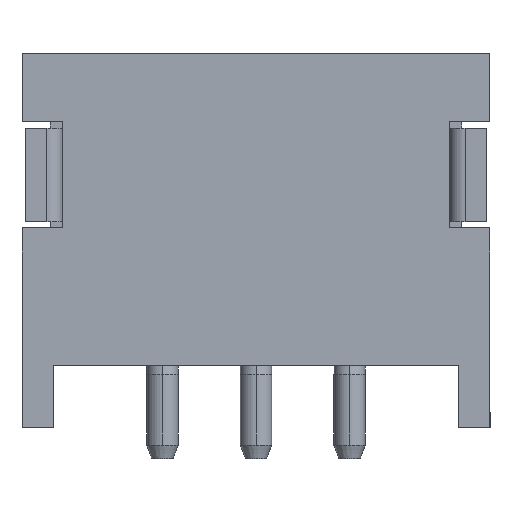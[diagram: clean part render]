
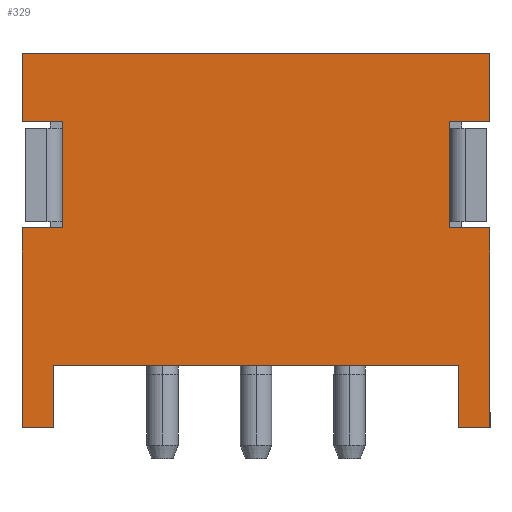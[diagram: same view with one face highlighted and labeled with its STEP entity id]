
A CAD part, front view. The second image highlights one B-rep face of the part: STEP entity #329.
In plain terms, the highlighted planar face has unit normal (0, -1, 0).
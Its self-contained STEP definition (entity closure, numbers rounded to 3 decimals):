
#15 = VERTEX_POINT ( 'NONE', #301 ) ;
#54 = ORIENTED_EDGE ( 'NONE', *, *, #2569, .T. ) ;
#60 = DIRECTION ( 'NONE',  ( 0., 0., 1. ) ) ;
#68 = EDGE_CURVE ( 'NONE', #3367, #692, #3829, .T. ) ;
#74 = CARTESIAN_POINT ( 'NONE',  ( -3., 0., 3.2 ) ) ;
#179 = DIRECTION ( 'NONE',  ( 0., 0., 1. ) ) ;
#193 = DIRECTION ( 'NONE',  ( 0., 0., 1. ) ) ;
#197 = VERTEX_POINT ( 'NONE', #2857 ) ;
#212 = CARTESIAN_POINT ( 'NONE',  ( 3., 0., 0. ) ) ;
#234 = AXIS2_PLACEMENT_3D ( 'NONE', #212, #2004, #193 ) ;
#252 = LINE ( 'NONE', #2048, #2882 ) ;
#268 = DIRECTION ( 'NONE',  ( 1., 0., 0. ) ) ;
#270 = LINE ( 'NONE', #1445, #3668 ) ;
#274 = CARTESIAN_POINT ( 'NONE',  ( 4., 0., 0. ) ) ;
#286 = DIRECTION ( 'NONE',  ( -1., 0., 0. ) ) ;
#301 = CARTESIAN_POINT ( 'NONE',  ( 4.5, 0., 6. ) ) ;
#305 = LINE ( 'NONE', #1764, #2340 ) ;
#308 = CARTESIAN_POINT ( 'NONE',  ( 3.85, 0., 3.2 ) ) ;
#329 = ADVANCED_FACE ( 'NONE', ( #1369 ), #2026, .F. ) ;
#429 = ORIENTED_EDGE ( 'NONE', *, *, #2839, .F. ) ;
#446 = VERTEX_POINT ( 'NONE', #1389 ) ;
#470 = LINE ( 'NONE', #2241, #1713 ) ;
#517 = VECTOR ( 'NONE', #2309, 1000. ) ;
#539 = VERTEX_POINT ( 'NONE', #308 ) ;
#548 = EDGE_CURVE ( 'NONE', #989, #3322, #270, .T. ) ;
#581 = DIRECTION ( 'NONE',  ( 0., 0., 1. ) ) ;
#648 = ORIENTED_EDGE ( 'NONE', *, *, #1607, .F. ) ;
#692 = VERTEX_POINT ( 'NONE', #74 ) ;
#708 = LINE ( 'NONE', #3697, #2107 ) ;
#716 = ORIENTED_EDGE ( 'NONE', *, *, #3546, .F. ) ;
#729 = VECTOR ( 'NONE', #1439, 1000. ) ;
#734 = VECTOR ( 'NONE', #581, 1000. ) ;
#750 = VERTEX_POINT ( 'NONE', #274 ) ;
#797 = EDGE_CURVE ( 'NONE', #3083, #197, #3040, .T. ) ;
#804 = VECTOR ( 'NONE', #2860, 1000. ) ;
#977 = CARTESIAN_POINT ( 'NONE',  ( -3., 0., 4.9 ) ) ;
#980 = EDGE_CURVE ( 'NONE', #2151, #2326, #1192, .T. ) ;
#989 = VERTEX_POINT ( 'NONE', #3551 ) ;
#997 = VECTOR ( 'NONE', #3271, 1000. ) ;
#1068 = CARTESIAN_POINT ( 'NONE',  ( 4.5, 0., 4.9 ) ) ;
#1116 = CARTESIAN_POINT ( 'NONE',  ( -3., 0., 0. ) ) ;
#1176 = CARTESIAN_POINT ( 'NONE',  ( 9., 0., 0. ) ) ;
#1192 = LINE ( 'NONE', #2062, #729 ) ;
#1210 = DIRECTION ( 'NONE',  ( -1., 0., 0. ) ) ;
#1359 = ORIENTED_EDGE ( 'NONE', *, *, #1632, .T. ) ;
#1369 = FACE_OUTER_BOUND ( 'NONE', #2301, .T. ) ;
#1389 = CARTESIAN_POINT ( 'NONE',  ( -2.5, 0., 1. ) ) ;
#1429 = CARTESIAN_POINT ( 'NONE',  ( -2.5, 0., 0. ) ) ;
#1439 = DIRECTION ( 'NONE',  ( 1., 0., 0. ) ) ;
#1445 = CARTESIAN_POINT ( 'NONE',  ( 4.5, 0., 0. ) ) ;
#1505 = CARTESIAN_POINT ( 'NONE',  ( -7.5, 0., 0. ) ) ;
#1607 = EDGE_CURVE ( 'NONE', #2129, #15, #252, .T. ) ;
#1632 = EDGE_CURVE ( 'NONE', #3367, #3869, #2020, .T. ) ;
#1638 = LINE ( 'NONE', #2848, #3370 ) ;
#1647 = CARTESIAN_POINT ( 'NONE',  ( -3., 0., 6. ) ) ;
#1675 = CARTESIAN_POINT ( 'NONE',  ( -3., 0., 4.9 ) ) ;
#1713 = VECTOR ( 'NONE', #3744, 1000. ) ;
#1733 = ORIENTED_EDGE ( 'NONE', *, *, #2957, .T. ) ;
#1759 = VECTOR ( 'NONE', #60, 1000. ) ;
#1764 = CARTESIAN_POINT ( 'NONE',  ( 3., 0., 1. ) ) ;
#1814 = CARTESIAN_POINT ( 'NONE',  ( -2.35, 0., 0. ) ) ;
#1853 = ORIENTED_EDGE ( 'NONE', *, *, #980, .T. ) ;
#1876 = DIRECTION ( 'NONE',  ( 0., 0., -1. ) ) ;
#1927 = CARTESIAN_POINT ( 'NONE',  ( 4., 0., 1. ) ) ;
#2004 = DIRECTION ( 'NONE',  ( 0., 1., 0. ) ) ;
#2009 = CARTESIAN_POINT ( 'NONE',  ( 3.85, 0., 4.9 ) ) ;
#2020 = LINE ( 'NONE', #1176, #997 ) ;
#2026 = PLANE ( 'NONE',  #234 ) ;
#2048 = CARTESIAN_POINT ( 'NONE',  ( 3., 0., 6. ) ) ;
#2062 = CARTESIAN_POINT ( 'NONE',  ( 4.5, 0., 4.9 ) ) ;
#2075 = ORIENTED_EDGE ( 'NONE', *, *, #2492, .T. ) ;
#2107 = VECTOR ( 'NONE', #1876, 1000. ) ;
#2128 = DIRECTION ( 'NONE',  ( 0., 0., -1. ) ) ;
#2129 = VERTEX_POINT ( 'NONE', #2591 ) ;
#2148 = VERTEX_POINT ( 'NONE', #1675 ) ;
#2151 = VERTEX_POINT ( 'NONE', #2009 ) ;
#2159 = CARTESIAN_POINT ( 'NONE',  ( 4.5, 0., 3.2 ) ) ;
#2241 = CARTESIAN_POINT ( 'NONE',  ( -3., 0., 3.2 ) ) ;
#2267 = CARTESIAN_POINT ( 'NONE',  ( -2.35, 0., 3.2 ) ) ;
#2301 = EDGE_LOOP ( 'NONE', ( #2338, #1733, #3191, #3239, #54, #2075, #1853, #3851, #648, #2804, #716, #3649, #3168, #3864, #1359, #429 ) ) ;
#2309 = DIRECTION ( 'NONE',  ( 0., 0., 1. ) ) ;
#2326 = VERTEX_POINT ( 'NONE', #1068 ) ;
#2338 = ORIENTED_EDGE ( 'NONE', *, *, #3832, .F. ) ;
#2340 = VECTOR ( 'NONE', #286, 1000. ) ;
#2397 = EDGE_CURVE ( 'NONE', #2148, #2129, #3146, .T. ) ;
#2458 = LINE ( 'NONE', #3752, #2671 ) ;
#2492 = EDGE_CURVE ( 'NONE', #539, #2151, #1638, .T. ) ;
#2569 = EDGE_CURVE ( 'NONE', #3322, #539, #2458, .T. ) ;
#2591 = CARTESIAN_POINT ( 'NONE',  ( -3., 0., 6. ) ) ;
#2592 = VERTEX_POINT ( 'NONE', #1927 ) ;
#2671 = VECTOR ( 'NONE', #3453, 1000. ) ;
#2680 = CARTESIAN_POINT ( 'NONE',  ( 4., 0., 0. ) ) ;
#2684 = DIRECTION ( 'NONE',  ( 0., 0., 1. ) ) ;
#2804 = ORIENTED_EDGE ( 'NONE', *, *, #2397, .F. ) ;
#2839 = EDGE_CURVE ( 'NONE', #446, #3869, #708, .T. ) ;
#2848 = CARTESIAN_POINT ( 'NONE',  ( 3.85, 0., 0. ) ) ;
#2857 = CARTESIAN_POINT ( 'NONE',  ( -2.35, 0., 4.9 ) ) ;
#2860 = DIRECTION ( 'NONE',  ( 0., 0., 1. ) ) ;
#2882 = VECTOR ( 'NONE', #268, 1000. ) ;
#2914 = EDGE_CURVE ( 'NONE', #692, #3083, #470, .T. ) ;
#2941 = CARTESIAN_POINT ( 'NONE',  ( 4.5, 0., 6. ) ) ;
#2957 = EDGE_CURVE ( 'NONE', #2592, #750, #2994, .T. ) ;
#2993 = EDGE_CURVE ( 'NONE', #989, #750, #3674, .T. ) ;
#2994 = LINE ( 'NONE', #2680, #3762 ) ;
#3040 = LINE ( 'NONE', #1814, #1759 ) ;
#3083 = VERTEX_POINT ( 'NONE', #2267 ) ;
#3146 = LINE ( 'NONE', #1647, #804 ) ;
#3168 = ORIENTED_EDGE ( 'NONE', *, *, #2914, .F. ) ;
#3191 = ORIENTED_EDGE ( 'NONE', *, *, #2993, .F. ) ;
#3235 = VECTOR ( 'NONE', #1210, 1000. ) ;
#3239 = ORIENTED_EDGE ( 'NONE', *, *, #548, .T. ) ;
#3271 = DIRECTION ( 'NONE',  ( 1., 0., 0. ) ) ;
#3322 = VERTEX_POINT ( 'NONE', #2159 ) ;
#3366 = DIRECTION ( 'NONE',  ( -1., 0., 0. ) ) ;
#3367 = VERTEX_POINT ( 'NONE', #3432 ) ;
#3370 = VECTOR ( 'NONE', #179, 1000. ) ;
#3432 = CARTESIAN_POINT ( 'NONE',  ( -3., 0., 0. ) ) ;
#3446 = EDGE_CURVE ( 'NONE', #2326, #15, #3585, .T. ) ;
#3453 = DIRECTION ( 'NONE',  ( -1., 0., 0. ) ) ;
#3546 = EDGE_CURVE ( 'NONE', #197, #2148, #3648, .T. ) ;
#3551 = CARTESIAN_POINT ( 'NONE',  ( 4.5, 0., 0. ) ) ;
#3585 = LINE ( 'NONE', #2941, #734 ) ;
#3648 = LINE ( 'NONE', #977, #3743 ) ;
#3649 = ORIENTED_EDGE ( 'NONE', *, *, #797, .F. ) ;
#3668 = VECTOR ( 'NONE', #2684, 1000. ) ;
#3674 = LINE ( 'NONE', #1505, #3235 ) ;
#3697 = CARTESIAN_POINT ( 'NONE',  ( -2.5, 0., 0. ) ) ;
#3743 = VECTOR ( 'NONE', #3366, 1000. ) ;
#3744 = DIRECTION ( 'NONE',  ( 1., 0., 0. ) ) ;
#3752 = CARTESIAN_POINT ( 'NONE',  ( 4.5, 0., 3.2 ) ) ;
#3762 = VECTOR ( 'NONE', #2128, 1000. ) ;
#3829 = LINE ( 'NONE', #1116, #517 ) ;
#3832 = EDGE_CURVE ( 'NONE', #2592, #446, #305, .T. ) ;
#3851 = ORIENTED_EDGE ( 'NONE', *, *, #3446, .T. ) ;
#3864 = ORIENTED_EDGE ( 'NONE', *, *, #68, .F. ) ;
#3869 = VERTEX_POINT ( 'NONE', #1429 ) ;
